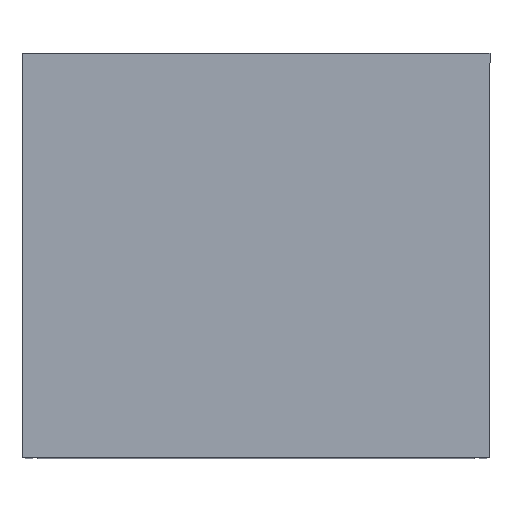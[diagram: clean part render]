
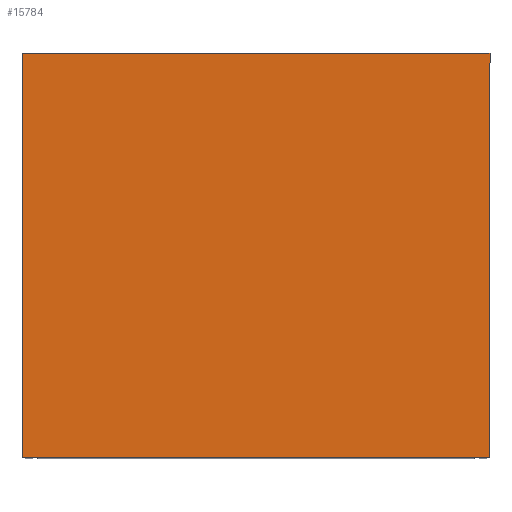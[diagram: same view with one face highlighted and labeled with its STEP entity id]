
A CAD part, top view. The second image highlights one B-rep face of the part: STEP entity #15784.
In plain terms, the highlighted planar face has unit normal (0, 0, 1).
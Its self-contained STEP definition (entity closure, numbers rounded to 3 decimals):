
#15642=CARTESIAN_POINT('',(-226.057,4176.728,1538.0));
#15643=VERTEX_POINT('',#15642);
#15644=CARTESIAN_POINT('',(177.943,4176.728,1538.0));
#15645=VERTEX_POINT('',#15644);
#15646=CARTESIAN_POINT('',(-226.057,4176.728,1538.0));
#15647=DIRECTION('',(1.0,0.0,0.0));
#15648=VECTOR('',#15647,404.0);
#15649=LINE('',#15646,#15648);
#15650=EDGE_CURVE('',#15643,#15645,#15649,.T.);
#15682=CARTESIAN_POINT('',(-226.057,4525.728,1538.0));
#15683=VERTEX_POINT('',#15682);
#15684=CARTESIAN_POINT('',(-226.057,4525.728,1538.0));
#15685=DIRECTION('',(0.0,-1.0,0.0));
#15686=VECTOR('',#15685,349.0);
#15687=LINE('',#15684,#15686);
#15688=EDGE_CURVE('',#15683,#15643,#15687,.T.);
#15713=CARTESIAN_POINT('',(177.943,4525.728,1538.0));
#15714=VERTEX_POINT('',#15713);
#15715=CARTESIAN_POINT('',(177.943,4525.728,1538.0));
#15716=DIRECTION('',(-1.0,0.0,0.0));
#15717=VECTOR('',#15716,404.);
#15718=LINE('',#15715,#15717);
#15719=EDGE_CURVE('',#15714,#15683,#15718,.T.);
#15744=CARTESIAN_POINT('',(177.943,4176.728,1538.0));
#15745=DIRECTION('',(0.0,1.0,0.0));
#15746=VECTOR('',#15745,349.0);
#15747=LINE('',#15744,#15746);
#15748=EDGE_CURVE('',#15645,#15714,#15747,.T.);
#15773=CARTESIAN_POINT('',(-24.057,4525.729,1538.0));
#15774=DIRECTION('',(0.0,0.0,1.0));
#15775=DIRECTION('',(1.0,0.0,0.0));
#15776=AXIS2_PLACEMENT_3D('',#15773,#15774,#15775);
#15777=PLANE('',#15776);
#15778=ORIENTED_EDGE('',*,*,#15748,.T.);
#15779=ORIENTED_EDGE('',*,*,#15719,.T.);
#15780=ORIENTED_EDGE('',*,*,#15688,.T.);
#15781=ORIENTED_EDGE('',*,*,#15650,.T.);
#15782=EDGE_LOOP('',(#15778,#15779,#15780,#15781));
#15783=FACE_OUTER_BOUND('',#15782,.T.);
#15784=ADVANCED_FACE('',(#15783),#15777,.T.);
